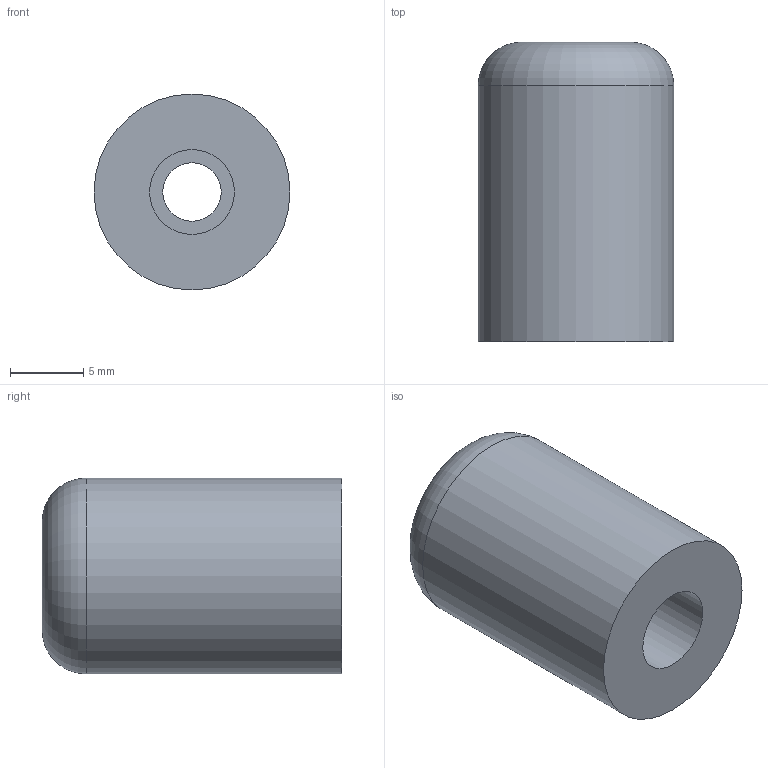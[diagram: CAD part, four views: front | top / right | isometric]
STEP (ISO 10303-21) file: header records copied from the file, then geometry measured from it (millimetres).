
FILE_DESCRIPTION(('FreeCAD Model'),'2;1');
FILE_NAME('Open CASCADE Shape Model','2025-03-06T12:04:10',(''),(''), 'Open CASCADE STEP processor 7.6','FreeCAD','Unknown');
FILE_SCHEMA(('AUTOMOTIVE_DESIGN { 1 0 10303 214 1 1 1 1 }'));
Length unit declared in the file: millimetre
Products named in the file (1): Leg
Bounding box: 13.4 x 20.5 x 13.4 mm (x, y, z)
Volume: 2165.8 mm3; surface area: 1462.9 mm2
Topology: 1 solids, 1 shells, 8 faces, 13 edges, 8 vertices
Faces by surface type: cylinder 4, plane 3, torus 1
Full cylindrical faces by diameter (mm): 4 x1, 5.8 x1, 7.4 x1, 13.4 x1
Entity records: 385 total; most frequent: DIRECTION 66, CARTESIAN_POINT 56, ORIENTED_EDGE 26, PCURVE 26, DEFINITIONAL_REPRESENTATION 26, LINE 24, VECTOR 24, AXIS2_PLACEMENT_3D 18
